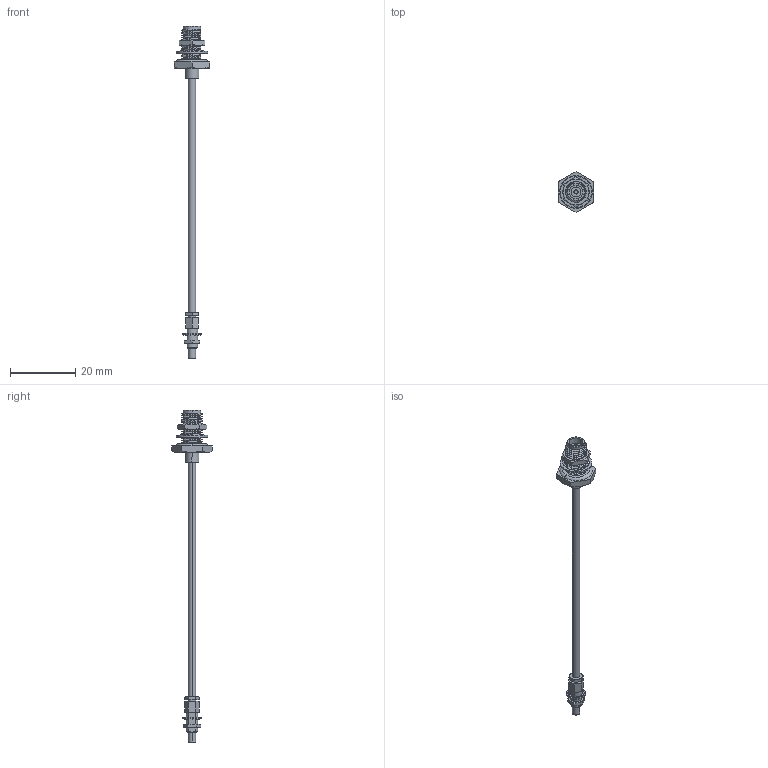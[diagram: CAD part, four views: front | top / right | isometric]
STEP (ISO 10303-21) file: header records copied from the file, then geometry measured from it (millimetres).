
FILE_DESCRIPTION (( 'STEP AP214' ), '1' );
FILE_NAME ('PE3C4449.step', '2020-04-20T16:09:15', ( '' ), ( '' ), 'SwSTEP 2.0', 'SolidWorks 2018', '' );
FILE_SCHEMA (( 'AUTOMOTIVE_DESIGN' ));
Length unit declared in the file: millimetre
Products named in the file (10): PE3C4449; PE45370___; PE45370-MA5___; Copy of .250 Nut^PE44696; Copy of .250 Washer^PE44696; PE45370-MA4; PE44696; PE-SR405FL_3''''PE-SR405FL; PE45370-MA1___; Copy of PE44696^PE44696
Assembly tree (9 placements, depth 3):
  PE3C4449
    PE-SR405FL_3''''PE-SR405FL
    PE45370___
      PE45370-MA1___
      PE45370-MA5___
      PE45370-MA4
    PE44696
      Copy of PE44696^PE44696
      Copy of .250 Washer^PE44696
      Copy of .250 Nut^PE44696
Bounding box: 10.89 x 12.57 x 101.97 mm (x, y, z)
Volume: 968.5 mm3; surface area: 1964.6 mm2
Topology: 9 solids, 9 shells, 395 faces, 989 edges, 633 vertices
Faces by surface type: plane 177, bspline 86, cylinder 70, cone 56, torus 4, sphere 2
Entity records: 30965 total; most frequent: CARTESIAN_POINT 21334, ORIENTED_EDGE 1970, DIRECTION 1510, EDGE_CURVE 985, VERTEX_POINT 631, AXIS2_PLACEMENT_3D 507, LINE 496, VECTOR 496
